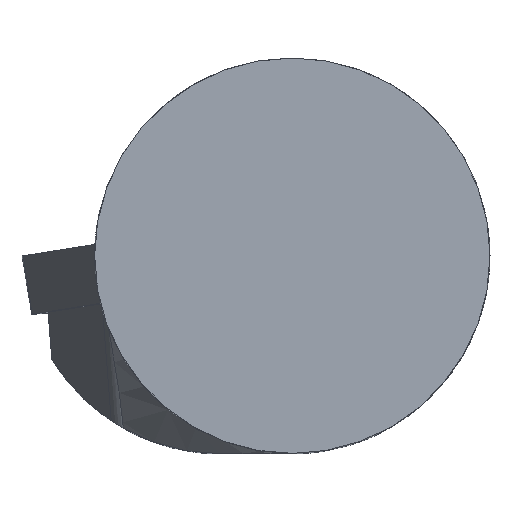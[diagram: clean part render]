
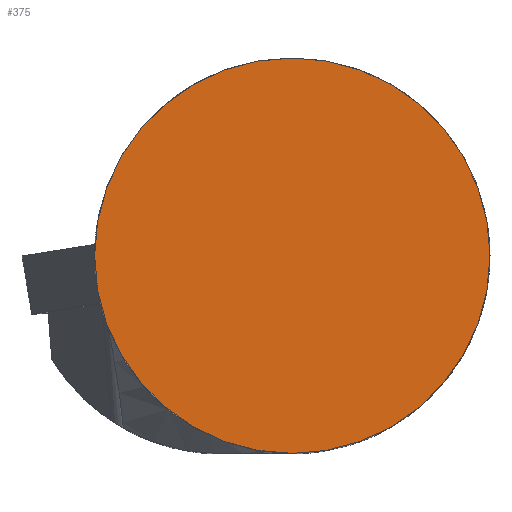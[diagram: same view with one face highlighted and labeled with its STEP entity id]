
A CAD part, top view. The second image highlights one B-rep face of the part: STEP entity #375.
In plain terms, the highlighted planar face has unit normal (0, 0, 1).
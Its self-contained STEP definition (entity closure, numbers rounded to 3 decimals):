
#375=ADVANCED_FACE('',(#459),#410,.T.);
#410=PLANE('',#1322);
#459=FACE_OUTER_BOUND('',#522,.T.);
#522=EDGE_LOOP('',(#786));
#786=ORIENTED_EDGE('',*,*,#967,.F.);
#865=VERTEX_POINT('',#1810);
#967=EDGE_CURVE('',#865,#865,#1103,.T.);
#1103=CIRCLE('',#1230,16.);
#1230=AXIS2_PLACEMENT_3D('',#1809,#1387,#1388);
#1322=AXIS2_PLACEMENT_3D('',#2049,#1618,#1619);
#1387=DIRECTION('',(0.,0.,-1.));
#1388=DIRECTION('',(1.,0.,0.));
#1618=DIRECTION('',(0.,0.,1.));
#1619=DIRECTION('',(1.,0.,0.));
#1809=CARTESIAN_POINT('',(0.,0.,0.));
#1810=CARTESIAN_POINT('',(16.,0.,0.));
#2049=CARTESIAN_POINT('',(0.,0.,0.));
